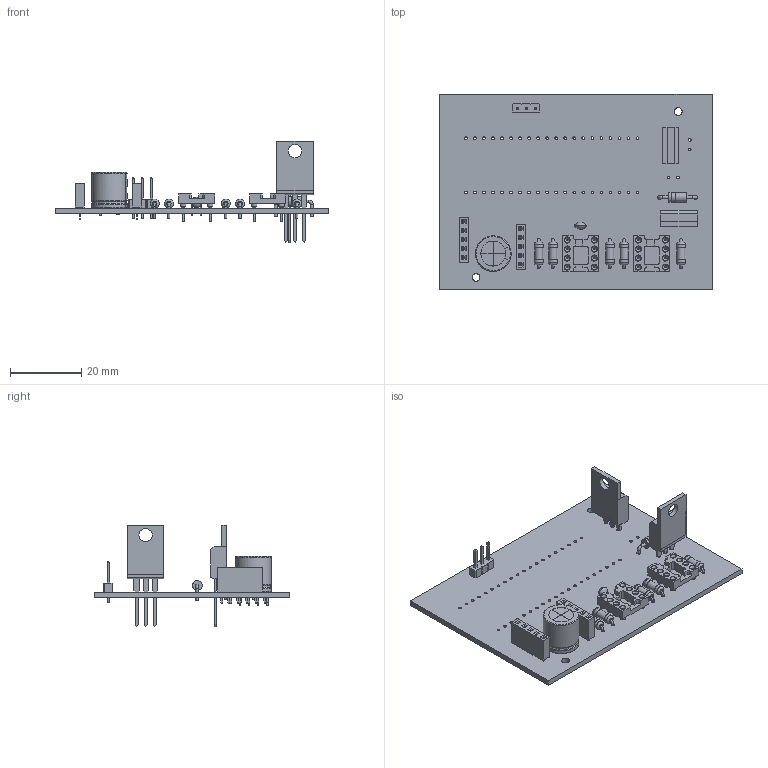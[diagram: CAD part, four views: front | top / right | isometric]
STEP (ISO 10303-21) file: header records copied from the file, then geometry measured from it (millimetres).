
FILE_DESCRIPTION(('KiCad electronic assembly'),'2;1');
FILE_NAME('Autocroft_node.step','2021-08-08T15:53:07',('An Author'),( 'A Company'),'Open CASCADE STEP processor 6.9', 'KiCad to STEP converter','Unknown');
FILE_SCHEMA(('AUTOMOTIVE_DESIGN { 1 0 10303 214 1 1 1 1 }'));
Length unit declared in the file: millimetre
Products named in the file (18): Open CASCADE STEP translator 6.9 1; PinSocket_1x05_P2.54mm_Vertical; SOLID; CP_Radial_D10.0mm_P5.00mm; C_Disc_D3.0mm_W2.0mm_P2.50mm; D_DO-41_SOD81_P10.16mm_Horizontal; PinHeader_1x03_P2.54mm_Vertical; TO-220-3_Vertical; R_Axial_DIN0207_L6.3mm_D2.5mm_P7.62mm_Horizontal; DIP-8_W7.62mm_Socket; COMPOUND
Assembly tree (24 placements, depth 3):
  Open CASCADE STEP translator 6.9 1
    PinSocket_1x05_P2.54mm_Vertical  x2
      SOLID
    CP_Radial_D10.0mm_P5.00mm
      SOLID
    C_Disc_D3.0mm_W2.0mm_P2.50mm
      SOLID
    D_DO-41_SOD81_P10.16mm_Horizontal
      SOLID
    PinHeader_1x03_P2.54mm_Vertical
      SOLID
    TO-220-3_Vertical  x2
      SOLID
    R_Axial_DIN0207_L6.3mm_D2.5mm_P7.62mm_Horizontal  x5
      SOLID
    DIP-8_W7.62mm_Socket  x2
      SOLID
    COMPOUND
Bounding box: 77 x 55 x 28.52 mm (x, y, z)
Volume: 9512.2 mm3; surface area: 13225.2 mm2
Topology: 16 solids, 17 shells, 1012 faces, 2382 edges, 1543 vertices
Faces by surface type: plane 696, cylinder 231, cone 48, torus 24, revolution 6, bspline 5, sphere 2
Full cylindrical faces by diameter (mm): 0.5 x2, 0.508 x32, 0.6 x10, 0.7 x2, 0.762 x44, 0.8 x32, 1 x15, 1.1 x8, 1.524 x16, 1.724 x16, 2.2 x2, 2.25 x5, 2.5 x10, 2.7 x2, 2.72 x1, 3.735 x2
Entity records: 45767 total; most frequent: CARTESIAN_POINT 11460, DIRECTION 5732, LINE 3603, VECTOR 3603, ORIENTED_EDGE 2968, PCURVE 2968, DEFINITIONAL_REPRESENTATION 2968, EDGE_CURVE 1484
